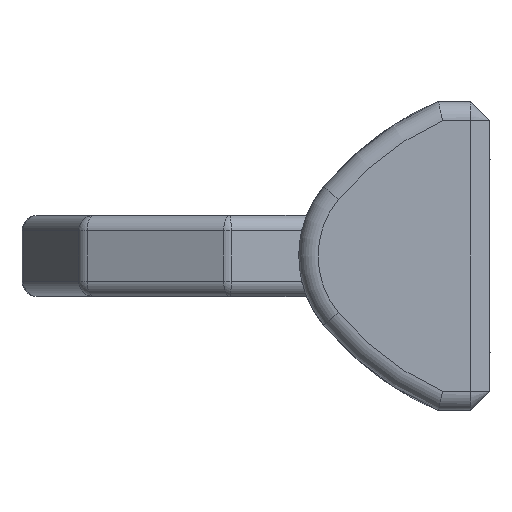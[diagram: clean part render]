
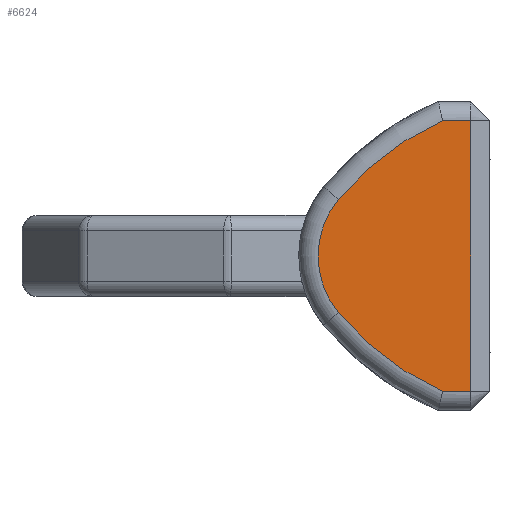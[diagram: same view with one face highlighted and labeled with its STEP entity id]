
A CAD part, left-side view. The second image highlights one B-rep face of the part: STEP entity #6624.
In plain terms, the highlighted face is planar.
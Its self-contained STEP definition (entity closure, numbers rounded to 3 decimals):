
#1518=CARTESIAN_POINT('',(0.,43.,80.));
#1519=DIRECTION('',(0.,0.,1.));
#1520=DIRECTION('',(0.639,0.77,0.));
#1521=AXIS2_PLACEMENT_3D('',#1518,#1519,#1520);
#1528=DIRECTION('',(-1.,0.,0.));
#1529=VECTOR('',#1528,140.);
#1530=CARTESIAN_POINT('',(70.,10.,80.));
#1531=LINE('',#1530,#1529);
#1532=DIRECTION('',(0.,1.,0.));
#1533=VECTOR('',#1532,14.599);
#1534=CARTESIAN_POINT('',(-70.,10.,80.));
#1535=LINE('',#1534,#1533);
#1536=CARTESIAN_POINT('',(64.499,-34.723,80.));
#1537=DIRECTION('',(0.,0.,1.));
#1538=DIRECTION('',(-0.639,0.77,0.));
#1539=AXIS2_PLACEMENT_3D('',#1536,#1537,#1538);
#1541=CARTESIAN_POINT('',(-64.499,-34.723,80.));
#1542=DIRECTION('',(0.,0.,-1.));
#1543=DIRECTION('',(0.639,0.77,0.));
#1544=AXIS2_PLACEMENT_3D('',#1541,#1542,#1543);
#1546=DIRECTION('',(0.,1.,0.));
#1547=VECTOR('',#1546,14.599);
#1548=CARTESIAN_POINT('',(70.,10.,80.));
#1549=LINE('',#1548,#1547);
#5052=CARTESIAN_POINT('',(-29.376,78.399,80.));
#5053=CARTESIAN_POINT('',(-70.,24.599,80.));
#5054=VERTEX_POINT('',#5052);
#5055=VERTEX_POINT('',#5053);
#5060=CARTESIAN_POINT('',(29.376,78.399,80.));
#5061=CARTESIAN_POINT('',(70.,24.599,80.));
#5062=VERTEX_POINT('',#5060);
#5063=VERTEX_POINT('',#5061);
#5076=CARTESIAN_POINT('',(-70.,10.,80.));
#5077=VERTEX_POINT('',#5076);
#5080=CARTESIAN_POINT('',(70.,10.,80.));
#5081=VERTEX_POINT('',#5080);
#6607=CARTESIAN_POINT('',(0.,0.,80.));
#6608=DIRECTION('',(0.,0.,-1.));
#6609=DIRECTION('',(-1.,0.,0.));
#6610=AXIS2_PLACEMENT_3D('',#6607,#6608,#6609);
#6611=PLANE('',#6610);
#6613=ORIENTED_EDGE('',*,*,#6612,.T.);
#6615=ORIENTED_EDGE('',*,*,#6614,.T.);
#6616=ORIENTED_EDGE('',*,*,#6586,.F.);
#6617=ORIENTED_EDGE('',*,*,#6598,.F.);
#6619=ORIENTED_EDGE('',*,*,#6618,.T.);
#6621=ORIENTED_EDGE('',*,*,#6620,.F.);
#6622=EDGE_LOOP('',(#6613,#6615,#6616,#6617,#6619,#6621));
#6623=FACE_OUTER_BOUND('',#6622,.F.);
#6624=ADVANCED_FACE('',(#6623),#6611,.F.);
#1522=CIRCLE('',#1521,46.);
#1540=CIRCLE('',#1539,147.);
#1545=CIRCLE('',#1544,147.);
#6586=EDGE_CURVE('',#5054,#5055,#1540,.T.);
#6598=EDGE_CURVE('',#5062,#5054,#1522,.T.);
#6612=EDGE_CURVE('',#5081,#5077,#1531,.T.);
#6614=EDGE_CURVE('',#5077,#5055,#1535,.T.);
#6618=EDGE_CURVE('',#5062,#5063,#1545,.T.);
#6620=EDGE_CURVE('',#5081,#5063,#1549,.T.);
